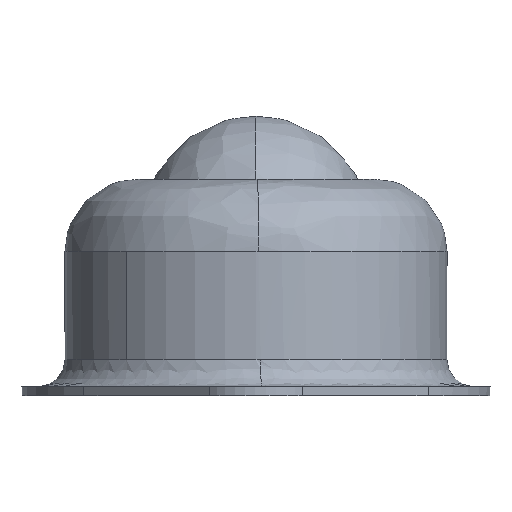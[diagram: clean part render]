
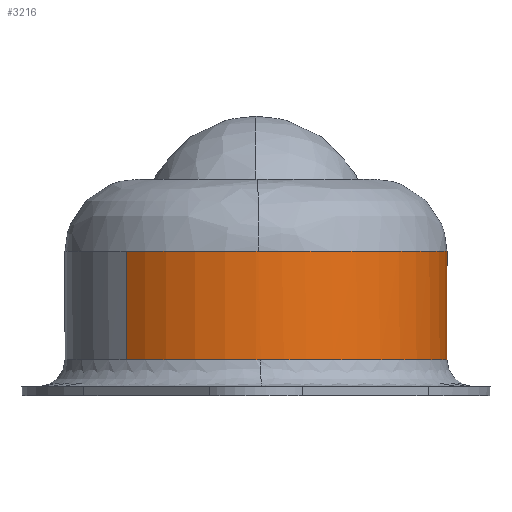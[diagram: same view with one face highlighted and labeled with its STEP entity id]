
A CAD part, left-side view. The second image highlights one B-rep face of the part: STEP entity #3216.
In plain terms, the highlighted free-form (B-spline) face has degree [2, 1] with [5, 2] control points.
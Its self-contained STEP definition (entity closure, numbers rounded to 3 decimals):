
#2331=CARTESIAN_POINT('',(-21.198,-0.266,16.));
#2332=VERTEX_POINT('',#2331);
#2333=CARTESIAN_POINT('',(-21.2,0.0,16.0));
#2334=VERTEX_POINT('',#2333);
#2335=CARTESIAN_POINT('',(-21.198,-0.266,16.));
#2336=CARTESIAN_POINT('',(-21.2,0.0,16.0));
#2337=QUASI_UNIFORM_CURVE('',1,(#2335,#2336),.UNSPECIFIED.,.F.,.U.);
#2338=EDGE_CURVE('',#2332,#2334,#2337,.T.);
#2393=CARTESIAN_POINT('',(-15.56,14.399,16.));
#2394=VERTEX_POINT('',#2393);
#2407=CARTESIAN_POINT('',(-21.2,0.0,16.0));
#2408=CARTESIAN_POINT('',(-21.2,0.948,16.));
#2409=CARTESIAN_POINT('',(-21.081,2.721,16.));
#2410=CARTESIAN_POINT('',(-20.623,5.071,16.));
#2411=CARTESIAN_POINT('',(-19.94,7.322,16.));
#2412=CARTESIAN_POINT('',(-18.888,9.792,16.));
#2413=CARTESIAN_POINT('',(-17.379,12.263,16.));
#2414=CARTESIAN_POINT('',(-16.12,13.794,16.));
#2415=CARTESIAN_POINT('',(-15.56,14.399,16.));
#2416=B_SPLINE_CURVE_WITH_KNOTS('',3,(#2407,#2408,#2409,#2410,#2411,#2412,#2413,#2414,#2415),.UNSPECIFIED.,.F.,.U.,(4,1,1,1,1,1,4),(0.,2.844,5.318,7.173,9.893,13.356,15.829),.UNSPECIFIED.);
#2417=EDGE_CURVE('',#2334,#2394,#2416,.T.);
#2451=CARTESIAN_POINT('',(0.133,-21.2,16.));
#2452=VERTEX_POINT('',#2451);
#2453=CARTESIAN_POINT('',(0.133,-21.2,16.));
#2454=CARTESIAN_POINT('',(-0.774,-21.205,16.));
#2455=CARTESIAN_POINT('',(-2.718,-21.093,16.));
#2456=CARTESIAN_POINT('',(-5.309,-20.58,16.));
#2457=CARTESIAN_POINT('',(-7.774,-19.77,16.));
#2458=CARTESIAN_POINT('',(-10.018,-18.747,16.));
#2459=CARTESIAN_POINT('',(-12.522,-17.201,16.));
#2460=CARTESIAN_POINT('',(-14.578,-15.471,16.));
#2461=CARTESIAN_POINT('',(-16.338,-13.566,16.));
#2462=CARTESIAN_POINT('',(-17.612,-11.873,16.));
#2463=CARTESIAN_POINT('',(-18.743,-9.979,16.));
#2464=CARTESIAN_POINT('',(-19.701,-7.945,16.));
#2465=CARTESIAN_POINT('',(-20.529,-5.531,16.));
#2466=CARTESIAN_POINT('',(-21.06,-2.899,16.));
#2467=CARTESIAN_POINT('',(-21.188,-1.087,16.));
#2468=CARTESIAN_POINT('',(-21.198,-0.266,16.));
#2469=B_SPLINE_CURVE_WITH_KNOTS('',3,(#2453,#2454,#2455,#2456,#2457,#2458,#2459,#2460,#2461,#2462,#2463,#2464,#2465,#2466,#2467,#2468),.UNSPECIFIED.,.F.,.U.,(4,1,1,1,1,1,1,1,1,1,1,1,1,4),(0.,2.721,5.83,7.903,10.494,13.215,16.713,18.527,20.989,23.062,25.135,27.726,30.706,33.168),.UNSPECIFIED.);
#2470=EDGE_CURVE('',#2452,#2332,#2469,.T.);
#2472=CARTESIAN_POINT('',(15.56,-14.399,16.));
#2473=VERTEX_POINT('',#2472);
#2474=CARTESIAN_POINT('',(15.56,-14.399,16.));
#2475=CARTESIAN_POINT('',(14.487,-15.559,16.));
#2476=CARTESIAN_POINT('',(12.699,-17.103,16.));
#2477=CARTESIAN_POINT('',(9.839,-18.841,16.));
#2478=CARTESIAN_POINT('',(7.031,-20.101,16.));
#2479=CARTESIAN_POINT('',(3.699,-20.982,16.));
#2480=CARTESIAN_POINT('',(1.262,-21.193,16.));
#2481=CARTESIAN_POINT('',(0.133,-21.2,16.));
#2482=B_SPLINE_CURVE_WITH_KNOTS('',3,(#2474,#2475,#2476,#2477,#2478,#2479,#2480,#2481),.UNSPECIFIED.,.F.,.U.,(4,1,1,1,1,4),(0.,4.741,7.044,10.024,13.952,17.339),.UNSPECIFIED.);
#2483=EDGE_CURVE('',#2473,#2452,#2482,.T.);
#3126=CARTESIAN_POINT('',(15.56,-14.399,16.3));
#3127=CARTESIAN_POINT('',(1.161,-29.959,16.3));
#3128=CARTESIAN_POINT('',(-14.399,-15.56,16.3));
#3129=CARTESIAN_POINT('',(-29.959,-1.161,16.3));
#3130=CARTESIAN_POINT('',(-15.56,14.399,16.3));
#3131=CARTESIAN_POINT('',(15.56,-14.399,3.692));
#3132=CARTESIAN_POINT('',(1.161,-29.959,3.692));
#3133=CARTESIAN_POINT('',(-14.399,-15.56,3.692));
#3134=CARTESIAN_POINT('',(-29.959,-1.161,3.692));
#3135=CARTESIAN_POINT('',(-15.56,14.399,3.692));
#3143=(BOUNDED_SURFACE()B_SPLINE_SURFACE(2,1,((#3126,#3131),(#3127,#3132),(#3128,#3133),(#3129,#3134),(#3130,#3135)),.UNSPECIFIED.,.F.,.F.,.U.)B_SPLINE_SURFACE_WITH_KNOTS((3,2,3),(2,2),(0.0,35.125,70.251),(0.0,12.608),.UNSPECIFIED.)GEOMETRIC_REPRESENTATION_ITEM()RATIONAL_B_SPLINE_SURFACE(((1.0,1.0),(0.707,0.707),(1.0,1.0),(0.707,0.707),(1.0,1.0)))REPRESENTATION_ITEM('')SURFACE());
#3144=CARTESIAN_POINT('',(15.56,-14.399,4.));
#3145=VERTEX_POINT('',#3144);
#3146=CARTESIAN_POINT('',(0.266,-21.198,4.));
#3147=VERTEX_POINT('',#3146);
#3148=CARTESIAN_POINT('',(15.56,-14.399,4.));
#3149=CARTESIAN_POINT('',(14.891,-15.122,4.));
#3150=CARTESIAN_POINT('',(13.221,-16.691,4.));
#3151=CARTESIAN_POINT('',(10.422,-18.576,4.));
#3152=CARTESIAN_POINT('',(7.515,-19.891,4.));
#3153=CARTESIAN_POINT('',(4.206,-20.884,4.));
#3154=CARTESIAN_POINT('',(1.835,-21.179,4.));
#3155=CARTESIAN_POINT('',(0.266,-21.198,4.));
#3156=B_SPLINE_CURVE_WITH_KNOTS('',3,(#3148,#3149,#3150,#3151,#3152,#3153,#3154,#3155),.UNSPECIFIED.,.F.,.U.,(4,1,1,1,1,4),(0.,2.957,6.855,10.081,12.501,17.205),.UNSPECIFIED.);
#3157=EDGE_CURVE('',#3145,#3147,#3156,.T.);
#3158=ORIENTED_EDGE('',*,*,#3157,.F.);
#3159=CARTESIAN_POINT('',(15.56,-14.399,16.));
#3160=CARTESIAN_POINT('',(15.56,-14.399,4.));
#3161=QUASI_UNIFORM_CURVE('',1,(#3159,#3160),.UNSPECIFIED.,.F.,.U.);
#3162=EDGE_CURVE('',#2473,#3145,#3161,.T.);
#3163=ORIENTED_EDGE('',*,*,#3162,.F.);
#3164=ORIENTED_EDGE('',*,*,#2483,.T.);
#3165=ORIENTED_EDGE('',*,*,#2470,.T.);
#3166=ORIENTED_EDGE('',*,*,#2338,.T.);
#3167=ORIENTED_EDGE('',*,*,#2417,.T.);
#3168=CARTESIAN_POINT('',(-15.56,14.399,4.));
#3169=VERTEX_POINT('',#3168);
#3170=CARTESIAN_POINT('',(-15.56,14.399,16.));
#3171=CARTESIAN_POINT('',(-15.56,14.399,4.));
#3172=QUASI_UNIFORM_CURVE('',1,(#3170,#3171),.UNSPECIFIED.,.F.,.U.);
#3173=EDGE_CURVE('',#2394,#3169,#3172,.T.);
#3174=ORIENTED_EDGE('',*,*,#3173,.T.);
#3175=CARTESIAN_POINT('',(-21.2,0.0,4.0));
#3176=VERTEX_POINT('',#3175);
#3177=CARTESIAN_POINT('',(-21.2,0.0,4.0));
#3178=CARTESIAN_POINT('',(-21.2,1.031,4.));
#3179=CARTESIAN_POINT('',(-21.046,3.133,4.));
#3180=CARTESIAN_POINT('',(-20.319,6.359,4.));
#3181=CARTESIAN_POINT('',(-19.163,9.238,4.));
#3182=CARTESIAN_POINT('',(-17.569,11.989,4.));
#3183=CARTESIAN_POINT('',(-16.344,13.552,4.));
#3184=CARTESIAN_POINT('',(-15.56,14.399,4.));
#3185=B_SPLINE_CURVE_WITH_KNOTS('',3,(#3177,#3178,#3179,#3180,#3181,#3182,#3183,#3184),.UNSPECIFIED.,.F.,.U.,(4,1,1,1,1,4),(0.,3.092,6.307,9.893,12.366,15.829),.UNSPECIFIED.);
#3186=EDGE_CURVE('',#3176,#3169,#3185,.T.);
#3187=ORIENTED_EDGE('',*,*,#3186,.F.);
#3188=CARTESIAN_POINT('',(-21.193,-0.533,4.));
#3189=VERTEX_POINT('',#3188);
#3190=CARTESIAN_POINT('',(-21.193,-0.533,4.));
#3191=CARTESIAN_POINT('',(-21.198,-0.355,4.));
#3192=CARTESIAN_POINT('',(-21.2,-0.178,4.));
#3193=CARTESIAN_POINT('',(-21.2,0.0,4.0));
#3194=B_SPLINE_CURVE_WITH_KNOTS('',3,(#3190,#3191,#3192,#3193),.UNSPECIFIED.,.F.,.U.,(4,4),(0.,0.533),.UNSPECIFIED.);
#3195=EDGE_CURVE('',#3189,#3176,#3194,.T.);
#3196=ORIENTED_EDGE('',*,*,#3195,.F.);
#3197=CARTESIAN_POINT('',(0.266,-21.198,4.));
#3198=CARTESIAN_POINT('',(-1.024,-21.215,4.));
#3199=CARTESIAN_POINT('',(-3.306,-21.034,4.));
#3200=CARTESIAN_POINT('',(-6.196,-20.327,4.));
#3201=CARTESIAN_POINT('',(-8.575,-19.435,4.));
#3202=CARTESIAN_POINT('',(-11.113,-18.151,4.));
#3203=CARTESIAN_POINT('',(-13.714,-16.293,4.));
#3204=CARTESIAN_POINT('',(-15.941,-14.068,4.));
#3205=CARTESIAN_POINT('',(-17.805,-11.642,4.));
#3206=CARTESIAN_POINT('',(-19.137,-9.271,4.));
#3207=CARTESIAN_POINT('',(-20.25,-6.47,4.));
#3208=CARTESIAN_POINT('',(-20.956,-3.711,4.));
#3209=CARTESIAN_POINT('',(-21.167,-1.565,4.));
#3210=CARTESIAN_POINT('',(-21.193,-0.533,4.));
#3211=B_SPLINE_CURVE_WITH_KNOTS('',3,(#3197,#3198,#3199,#3200,#3201,#3202,#3203,#3204,#3205,#3206,#3207,#3208,#3209,#3210),.UNSPECIFIED.,.F.,.U.,(4,1,1,1,1,1,1,1,1,1,1,4),(0.,3.871,6.839,8.904,11.485,15.356,18.453,20.905,24.518,26.582,29.938,33.035),.UNSPECIFIED.);
#3212=EDGE_CURVE('',#3147,#3189,#3211,.T.);
#3213=ORIENTED_EDGE('',*,*,#3212,.F.);
#3214=EDGE_LOOP('',(#3158,#3163,#3164,#3165,#3166,#3167,#3174,#3187,#3196,#3213));
#3215=FACE_OUTER_BOUND('',#3214,.T.);
#3216=ADVANCED_FACE('',(#3215),#3143,.T.);
